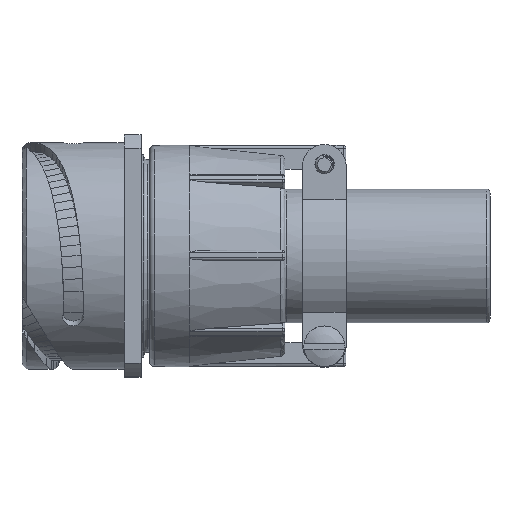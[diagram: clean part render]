
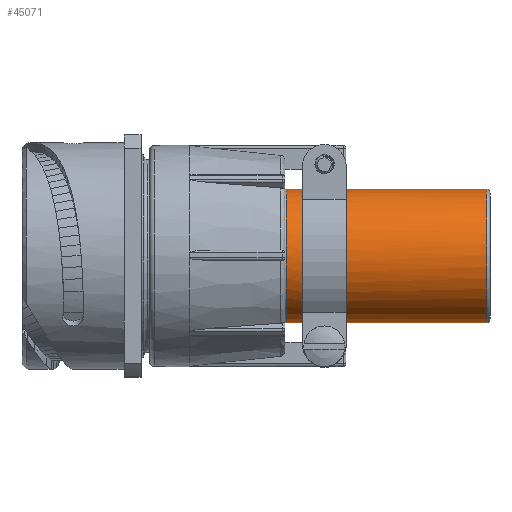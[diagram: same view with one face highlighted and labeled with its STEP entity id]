
A CAD part, top view. The second image highlights one B-rep face of the part: STEP entity #45071.
In plain terms, the highlighted cylindrical face has radius 15.75 mm (diameter 31.5 mm), a partial arc.
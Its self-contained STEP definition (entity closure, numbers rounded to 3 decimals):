
#7148=CARTESIAN_POINT('',(62.21,0.,0.));
#7149=DIRECTION('',(1.,0.,0.));
#7150=DIRECTION('',(0.,1.,-0.005));
#7151=AXIS2_PLACEMENT_3D('',#7148,#7149,#7150);
#7158=CARTESIAN_POINT('',(109.453,0.,0.));
#7159=DIRECTION('',(1.,0.,0.));
#7160=DIRECTION('',(0.,1.,-0.005));
#7161=AXIS2_PLACEMENT_3D('',#7158,#7159,#7160);
#7163=CARTESIAN_POINT('',(66.075,0.,0.));
#7164=DIRECTION('',(1.,0.,0.));
#7165=DIRECTION('',(0.,0.88,0.474));
#7166=AXIS2_PLACEMENT_3D('',#7163,#7164,#7165);
#7168=DIRECTION('',(1.,0.,0.));
#7169=VECTOR('',#7168,2.495);
#7170=CARTESIAN_POINT('',(66.075,-13.789,7.61));
#7171=LINE('2573',#7170,#7169);
#7172=CARTESIAN_POINT('',(68.57,0.,0.));
#7173=DIRECTION('',(1.,0.,0.));
#7174=DIRECTION('',(0.,0.88,0.474));
#7175=AXIS2_PLACEMENT_3D('',#7172,#7173,#7174);
#7177=DIRECTION('',(1.,0.,0.));
#7178=VECTOR('',#7177,2.495);
#7179=CARTESIAN_POINT('',(66.075,13.866,7.47));
#7180=LINE('2575',#7179,#7178);
#7181=CARTESIAN_POINT('',(76.365,0.,0.));
#7182=DIRECTION('',(1.,0.,0.));
#7183=DIRECTION('',(0.,0.88,0.474));
#7184=AXIS2_PLACEMENT_3D('',#7181,#7182,#7183);
#7186=DIRECTION('',(1.,0.,0.));
#7187=VECTOR('',#7186,2.495);
#7188=CARTESIAN_POINT('',(73.87,13.866,7.47));
#7189=LINE('2576',#7188,#7187);
#7190=CARTESIAN_POINT('',(73.87,0.,0.));
#7191=DIRECTION('',(1.,0.,0.));
#7192=DIRECTION('',(0.,0.88,0.474));
#7193=AXIS2_PLACEMENT_3D('',#7190,#7191,#7192);
#7195=DIRECTION('',(1.,0.,0.));
#7196=VECTOR('',#7195,2.495);
#7197=CARTESIAN_POINT('',(73.87,-13.789,7.61));
#7198=LINE('2574',#7197,#7196);
#7199=DIRECTION('',(-1.,0.,0.));
#7200=VECTOR('',#7199,47.243);
#7201=CARTESIAN_POINT('',(109.453,15.75,
-0.08));
#7202=LINE('2476',#7201,#7200);
#7203=DIRECTION('',(-1.,0.,0.));
#7204=VECTOR('',#7203,47.243);
#7205=CARTESIAN_POINT('',(109.453,-15.75,
0.08));
#7206=LINE('2478',#7205,#7204);
#30818=CARTESIAN_POINT('',(109.453,15.75,
-0.08));
#30819=CARTESIAN_POINT('',(62.21,15.75,-0.08));
#30820=VERTEX_POINT('',#30818);
#30821=VERTEX_POINT('',#30819);
#30826=CARTESIAN_POINT('',(109.453,-15.75,
0.08));
#30827=CARTESIAN_POINT('',(62.21,-15.75,0.08));
#30828=VERTEX_POINT('',#30826);
#30829=VERTEX_POINT('',#30827);
#30942=CARTESIAN_POINT('',(66.075,13.866,7.47));
#30943=CARTESIAN_POINT('',(66.075,-13.789,7.61));
#30944=VERTEX_POINT('',#30942);
#30945=VERTEX_POINT('',#30943);
#30946=CARTESIAN_POINT('',(76.365,13.866,7.47));
#30947=CARTESIAN_POINT('',(76.365,-13.789,7.61));
#30948=VERTEX_POINT('',#30946);
#30949=VERTEX_POINT('',#30947);
#30950=CARTESIAN_POINT('',(68.57,-13.789,7.61));
#30951=VERTEX_POINT('',#30950);
#30952=CARTESIAN_POINT('',(73.87,-13.789,7.61));
#30953=VERTEX_POINT('',#30952);
#30954=CARTESIAN_POINT('',(68.57,13.866,7.47));
#30955=VERTEX_POINT('',#30954);
#30956=CARTESIAN_POINT('',(73.87,13.866,7.47));
#30957=VERTEX_POINT('',#30956);
#45037=CARTESIAN_POINT('',(56.448,0.,0.));
#45038=DIRECTION('',(1.,0.,0.));
#45039=DIRECTION('',(0.,-1.,0.005));
#45040=AXIS2_PLACEMENT_3D('',#45037,#45038,#45039);
#45041=CYLINDRICAL_SURFACE('658',#45040,15.75);
#45043=ORIENTED_EDGE('2476',*,*,#45042,.F.);
#45045=ORIENTED_EDGE('2488',*,*,#45044,.T.);
#45047=ORIENTED_EDGE('2478',*,*,#45046,.T.);
#45048=ORIENTED_EDGE('2482',*,*,#45005,.F.);
#45049=EDGE_LOOP('658',(#45043,#45045,#45047,#45048));
#45050=FACE_OUTER_BOUND('658',#45049,.F.);
#45052=ORIENTED_EDGE('2571',*,*,#45051,.T.);
#45054=ORIENTED_EDGE('2573',*,*,#45053,.T.);
#45056=ORIENTED_EDGE('2578',*,*,#45055,.F.);
#45058=ORIENTED_EDGE('2575',*,*,#45057,.F.);
#45059=EDGE_LOOP('658',(#45052,#45054,#45056,#45058));
#45060=FACE_BOUND('658',#45059,.F.);
#45062=ORIENTED_EDGE('2572',*,*,#45061,.F.);
#45064=ORIENTED_EDGE('2576',*,*,#45063,.F.);
#45066=ORIENTED_EDGE('2577',*,*,#45065,.T.);
#45068=ORIENTED_EDGE('2574',*,*,#45067,.T.);
#45069=EDGE_LOOP('658',(#45062,#45064,#45066,#45068));
#45070=FACE_BOUND('658',#45069,.F.);
#7152=CIRCLE('2482',#7151,15.75);
#7162=CIRCLE('2488',#7161,15.75);
#7167=CIRCLE('2571',#7166,15.75);
#7176=CIRCLE('2578',#7175,15.75);
#7185=CIRCLE('2572',#7184,15.75);
#7194=CIRCLE('2577',#7193,15.75);
#45005=EDGE_CURVE('2482',#30821,#30829,#7152,.T.);
#45042=EDGE_CURVE('2476',#30820,#30821,#7202,.T.);
#45044=EDGE_CURVE('2488',#30820,#30828,#7162,.T.);
#45046=EDGE_CURVE('2478',#30828,#30829,#7206,.T.);
#45051=EDGE_CURVE('2571',#30944,#30945,#7167,.T.);
#45053=EDGE_CURVE('2573',#30945,#30951,#7171,.T.);
#45055=EDGE_CURVE('2578',#30955,#30951,#7176,.T.);
#45057=EDGE_CURVE('2575',#30944,#30955,#7180,.T.);
#45061=EDGE_CURVE('2572',#30948,#30949,#7185,.T.);
#45063=EDGE_CURVE('2576',#30957,#30948,#7189,.T.);
#45065=EDGE_CURVE('2577',#30957,#30953,#7194,.T.);
#45067=EDGE_CURVE('2574',#30953,#30949,#7198,.T.);
#45071=ADVANCED_FACE('658',(#45050,#45060,#45070),#45041,.T.);
